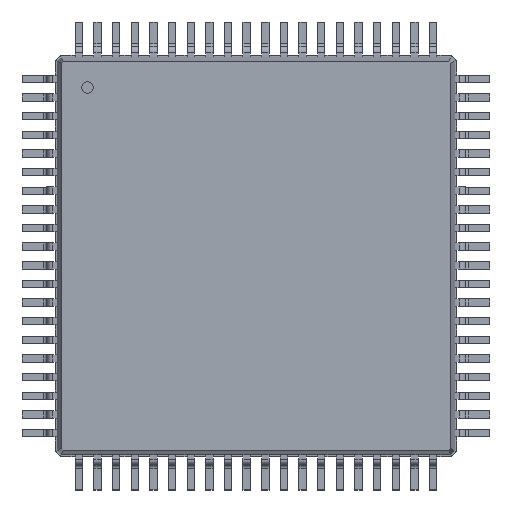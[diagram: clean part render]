
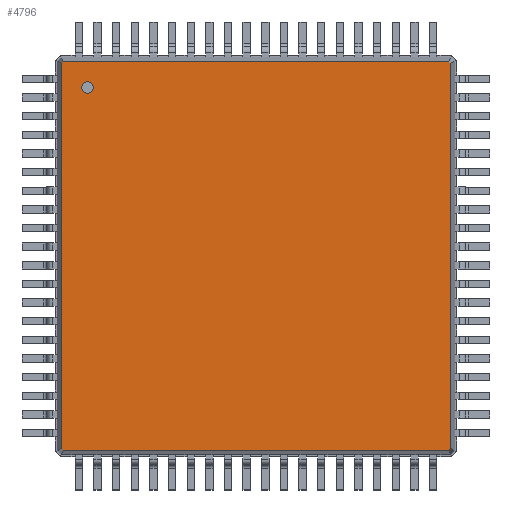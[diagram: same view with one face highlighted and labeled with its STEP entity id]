
A CAD part, top view. The second image highlights one B-rep face of the part: STEP entity #4796.
In plain terms, the highlighted planar face has unit normal (0, 0, 1).
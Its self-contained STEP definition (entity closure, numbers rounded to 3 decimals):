
#13=DIRECTION('',(0.,0.,1.));
#65=VECTOR('',#66,1.);
#66=DIRECTION('',(1.,0.,0.));
#415=DIRECTION('',(0.,-1.,0.));
#514=VECTOR('',#515,1.);
#515=DIRECTION('',(0.707,-0.707,0.));
#521=VECTOR('',#415,1.);
#527=VECTOR('',#528,1.);
#528=DIRECTION('',(-0.707,-0.707,0.));
#534=VECTOR('',#535,1.);
#535=DIRECTION('',(-1.,0.,0.));
#541=VECTOR('',#542,1.);
#542=DIRECTION('',(-0.707,0.707,0.));
#548=VECTOR('',#549,1.);
#549=DIRECTION('',(0.,1.,0.));
#553=VECTOR('',#554,1.);
#554=DIRECTION('',(0.707,0.707,0.));
#1514=VERTEX_POINT('',#1515);
#1515=CARTESIAN_POINT('',(6.713,6.776,1.6));
#1517=ORIENTED_EDGE('',*,*,#1518,.F.);
#1518=EDGE_CURVE('',#1519,#1514,#1521,.T.);
#1519=VERTEX_POINT('',#1520);
#1520=CARTESIAN_POINT('',(-6.713,6.776,1.6));
#1521=LINE('',#1520,#65);
#4787=ORIENTED_EDGE('',*,*,#4788,.F.);
#4788=EDGE_CURVE('',#4789,#1519,#4791,.T.);
#4789=VERTEX_POINT('',#4790);
#4790=CARTESIAN_POINT('',(-6.776,6.713,1.6));
#4791=LINE('',#4790,#553);
#4796=ADVANCED_FACE('',(#4797,#4827),#4836,.T.);
#4797=FACE_BOUND('',#4798,.T.);
#4798=EDGE_LOOP('',(#1517,#4787,#4799,#4804,#4809,#4814,#4819,#4824));
#4799=ORIENTED_EDGE('',*,*,#4800,.F.);
#4800=EDGE_CURVE('',#4801,#4789,#4803,.T.);
#4801=VERTEX_POINT('',#4802);
#4802=CARTESIAN_POINT('',(-6.776,-6.713,1.6));
#4803=LINE('',#4802,#548);
#4804=ORIENTED_EDGE('',*,*,#4805,.F.);
#4805=EDGE_CURVE('',#4806,#4801,#4808,.T.);
#4806=VERTEX_POINT('',#4807);
#4807=CARTESIAN_POINT('',(-6.713,-6.776,1.6));
#4808=LINE('',#4807,#541);
#4809=ORIENTED_EDGE('',*,*,#4810,.F.);
#4810=EDGE_CURVE('',#4811,#4806,#4813,.T.);
#4811=VERTEX_POINT('',#4812);
#4812=CARTESIAN_POINT('',(6.713,-6.776,1.6));
#4813=LINE('',#4812,#534);
#4814=ORIENTED_EDGE('',*,*,#4815,.F.);
#4815=EDGE_CURVE('',#4816,#4811,#4818,.T.);
#4816=VERTEX_POINT('',#4817);
#4817=CARTESIAN_POINT('',(6.776,-6.713,1.6));
#4818=LINE('',#4817,#527);
#4819=ORIENTED_EDGE('',*,*,#4820,.F.);
#4820=EDGE_CURVE('',#4821,#4816,#4823,.T.);
#4821=VERTEX_POINT('',#4822);
#4822=CARTESIAN_POINT('',(6.776,6.713,1.6));
#4823=LINE('',#4822,#521);
#4824=ORIENTED_EDGE('',*,*,#4825,.F.);
#4825=EDGE_CURVE('',#1514,#4821,#4826,.T.);
#4826=LINE('',#1515,#514);
#4827=FACE_BOUND('',#4828,.T.);
#4828=EDGE_LOOP('',(#4829));
#4829=ORIENTED_EDGE('',*,*,#4830,.F.);
#4830=EDGE_CURVE('',#4831,#4831,#4833,.T.);
#4831=VERTEX_POINT('',#4832);
#4832=CARTESIAN_POINT('',(-5.876,5.676,1.6));
#4833=CIRCLE('',#4834,0.2);
#4834=AXIS2_PLACEMENT_3D('',#4835,#13,#415);
#4835=CARTESIAN_POINT('',(-5.876,5.876,1.6));
#4836=PLANE('',#4837);
#4837=AXIS2_PLACEMENT_3D('',#1520,#13,#4838);
#4838=DIRECTION('',(0.704,-0.71,0.));
